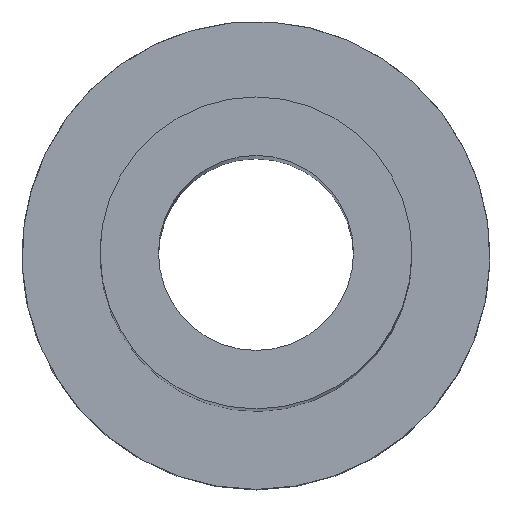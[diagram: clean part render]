
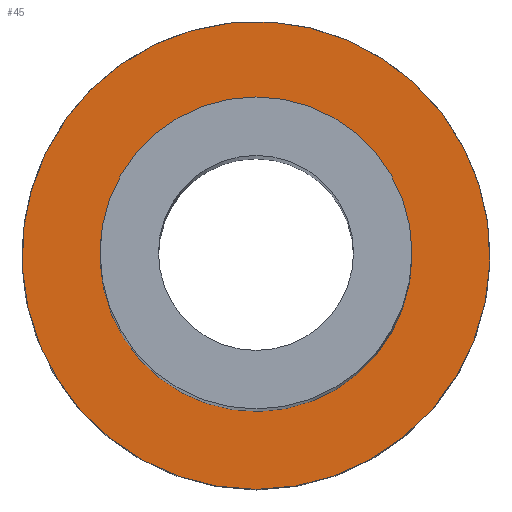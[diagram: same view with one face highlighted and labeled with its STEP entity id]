
A CAD part, top view. The second image highlights one B-rep face of the part: STEP entity #45.
In plain terms, the highlighted planar face has unit normal (0, 0, 1).
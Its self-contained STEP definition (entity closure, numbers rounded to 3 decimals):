
#45=ADVANCED_FACE('240[2]',(#102,#103),#104,.T.);
#57=EDGE_CURVE('240[2]',#120,#120,#121,.T.);
#72=EDGE_CURVE('240[2]',#144,#144,#145,.F.);
#102=FACE_OUTER_BOUND('',#170,.T.);
#103=FACE_BOUND('',#171,.T.);
#104=PLANE('',#172);
#120=VERTEX_POINT('',#192);
#121=CIRCLE('',#193,12.0);
#144=VERTEX_POINT('',#222);
#145=CIRCLE('',#223,8.);
#170=EDGE_LOOP('',(#241));
#171=EDGE_LOOP('',(#242));
#172=AXIS2_PLACEMENT_3D('',#243,#244,#245);
#192=CARTESIAN_POINT('',(-5.196,10.817,25.0));
#193=AXIS2_PLACEMENT_3D('',#259,#260,#261);
#222=CARTESIAN_POINT('',(7.234,3.416,25.0));
#223=AXIS2_PLACEMENT_3D('',#286,#287,#288);
#241=ORIENTED_EDGE('',*,*,#57,.T.);
#242=ORIENTED_EDGE('',*,*,#72,.T.);
#243=CARTESIAN_POINT('',(0.,-8.5,25.0));
#244=DIRECTION('',(0.,0.,1.0));
#245=DIRECTION('',(1.0,0.,0.0));
#259=CARTESIAN_POINT('',(0.,0.,25.0));
#260=DIRECTION('',(0.,0.,1.0));
#261=DIRECTION('',(1.0,0.,0.));
#286=CARTESIAN_POINT('',(0.,0.,25.0));
#287=DIRECTION('',(0.,0.,1.0));
#288=DIRECTION('',(1.0,0.,0.));
